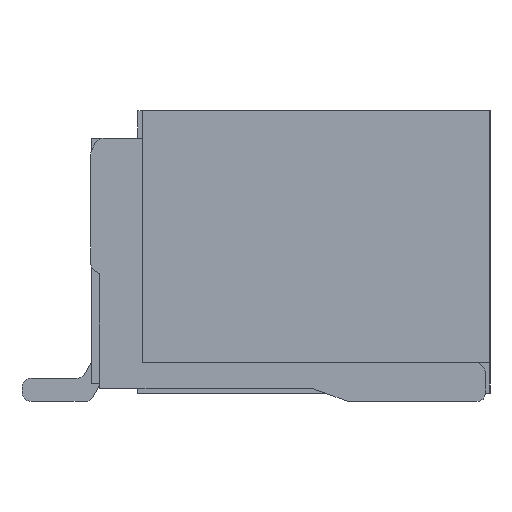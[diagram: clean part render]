
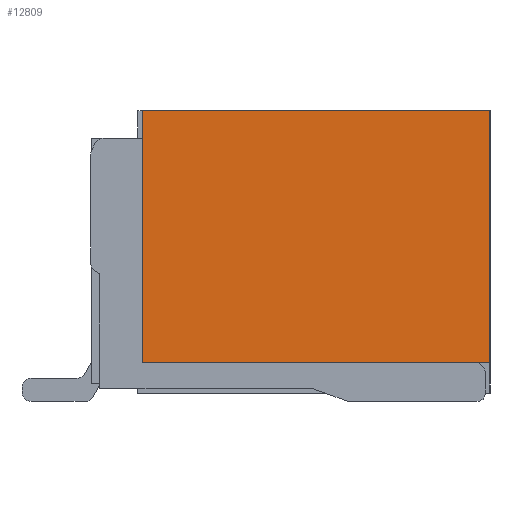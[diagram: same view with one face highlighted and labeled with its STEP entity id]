
A CAD part, left-side view. The second image highlights one B-rep face of the part: STEP entity #12809.
In plain terms, the highlighted planar face has unit normal (-1, 0, 0).
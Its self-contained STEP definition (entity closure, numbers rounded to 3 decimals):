
#700=FACE_OUTER_BOUND('',#1398,.T.);
#1398=EDGE_LOOP('',(#8503,#8504,#8505,#8506));
#2363=LINE('',#18421,#3808);
#2366=LINE('',#18426,#3811);
#2381=LINE('',#18456,#3826);
#2382=LINE('',#18457,#3827);
#3808=VECTOR('',#14878,1.);
#3811=VECTOR('',#14883,1.);
#3826=VECTOR('',#14900,1.);
#3827=VECTOR('',#14901,1.);
#5302=VERTEX_POINT('',#18418);
#5303=VERTEX_POINT('',#18420);
#5304=VERTEX_POINT('',#18425);
#5318=VERTEX_POINT('',#18455);
#6541=EDGE_CURVE('',#5303,#5302,#2363,.T.);
#6544=EDGE_CURVE('',#5303,#5304,#2366,.T.);
#6559=EDGE_CURVE('',#5318,#5302,#2381,.T.);
#6560=EDGE_CURVE('',#5304,#5318,#2382,.T.);
#8503=ORIENTED_EDGE('',*,*,#6541,.T.);
#8504=ORIENTED_EDGE('',*,*,#6559,.F.);
#8505=ORIENTED_EDGE('',*,*,#6560,.F.);
#8506=ORIENTED_EDGE('',*,*,#6544,.F.);
#11606=PLANE('',#13595);
#12809=ADVANCED_FACE('',(#700),#11606,.F.);
#13595=AXIS2_PLACEMENT_3D('',#18454,#14898,#14899);
#14878=DIRECTION('',(0.,1.,0.));
#14883=DIRECTION('',(0.,0.,-1.));
#14898=DIRECTION('center_axis',(1.,0.,0.));
#14899=DIRECTION('ref_axis',(0.,1.,0.));
#14900=DIRECTION('',(0.,0.,1.));
#14901=DIRECTION('',(0.,1.,0.));
#18418=CARTESIAN_POINT('',(-6.18,0.824,3.14));
#18420=CARTESIAN_POINT('',(-6.18,-2.926,3.14));
#18421=CARTESIAN_POINT('',(-6.18,-2.926,3.14));
#18425=CARTESIAN_POINT('',(-6.18,-2.926,0.42));
#18426=CARTESIAN_POINT('',(-6.18,-2.926,3.14));
#18454=CARTESIAN_POINT('Origin',(-6.18,-2.926,3.14));
#18455=CARTESIAN_POINT('',(-6.18,0.824,0.42));
#18456=CARTESIAN_POINT('',(-6.18,0.824,0.42));
#18457=CARTESIAN_POINT('',(-6.18,-2.926,0.42));
